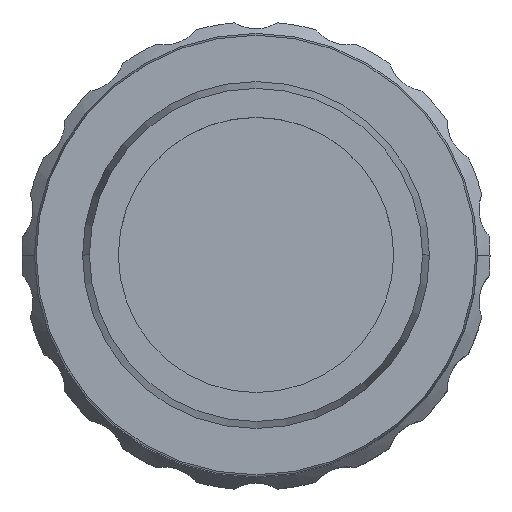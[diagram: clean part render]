
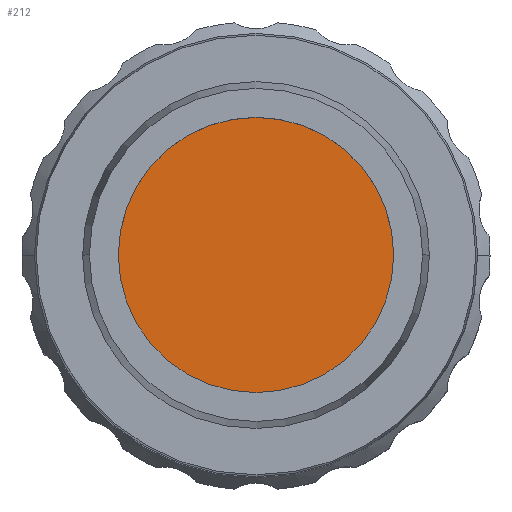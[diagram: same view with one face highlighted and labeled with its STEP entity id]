
A CAD part, top view. The second image highlights one B-rep face of the part: STEP entity #212.
In plain terms, the highlighted planar face has unit normal (0, 0, 1).
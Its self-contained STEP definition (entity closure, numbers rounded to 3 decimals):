
#76 = CARTESIAN_POINT ( 'NONE',  ( -10., 0., 75.554 ) ) ;
#164 = DIRECTION ( 'NONE',  ( 0., 0., -1. ) ) ;
#174 = CARTESIAN_POINT ( 'NONE',  ( 0., 0., 75.554 ) ) ;
#212 = ADVANCED_FACE ( 'NONE', ( #2420 ), #540, .F. ) ;
#426 = CIRCLE ( 'NONE', #2236, 10. ) ;
#524 = EDGE_LOOP ( 'NONE', ( #1452, #2553 ) ) ;
#540 = PLANE ( 'NONE',  #753 ) ;
#682 = EDGE_CURVE ( 'NONE', #1291, #2574, #1036, .T. ) ;
#732 = CARTESIAN_POINT ( 'NONE',  ( 0., 0., 75.554 ) ) ;
#753 = AXIS2_PLACEMENT_3D ( 'NONE', #1365, #164, #1782 ) ;
#941 = DIRECTION ( 'NONE',  ( 1., 0., 0. ) ) ;
#977 = DIRECTION ( 'NONE',  ( 0., 0., 1. ) ) ;
#1036 = CIRCLE ( 'NONE', #1551, 10. ) ;
#1291 = VERTEX_POINT ( 'NONE', #76 ) ;
#1293 = CARTESIAN_POINT ( 'NONE',  ( 10., 0., 75.554 ) ) ;
#1360 = DIRECTION ( 'NONE',  ( 1., 0., 0. ) ) ;
#1365 = CARTESIAN_POINT ( 'NONE',  ( 0., 10., 75.554 ) ) ;
#1452 = ORIENTED_EDGE ( 'NONE', *, *, #1634, .T. ) ;
#1551 = AXIS2_PLACEMENT_3D ( 'NONE', #732, #2147, #941 ) ;
#1634 = EDGE_CURVE ( 'NONE', #2574, #1291, #426, .T. ) ;
#1782 = DIRECTION ( 'NONE',  ( -1., 0., 0. ) ) ;
#2147 = DIRECTION ( 'NONE',  ( 0., 0., 1. ) ) ;
#2236 = AXIS2_PLACEMENT_3D ( 'NONE', #174, #977, #1360 ) ;
#2420 = FACE_OUTER_BOUND ( 'NONE', #524, .T. ) ;
#2553 = ORIENTED_EDGE ( 'NONE', *, *, #682, .T. ) ;
#2574 = VERTEX_POINT ( 'NONE', #1293 ) ;
